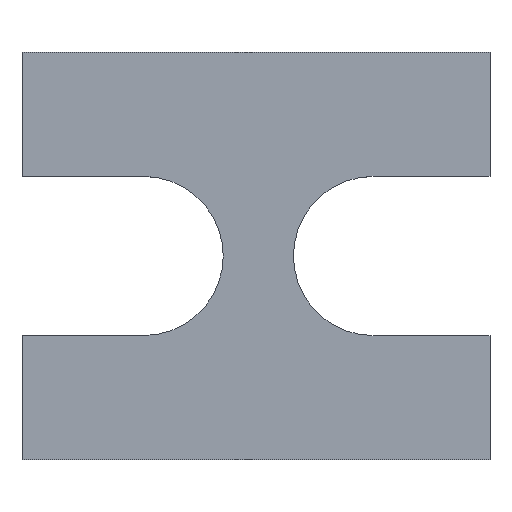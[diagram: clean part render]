
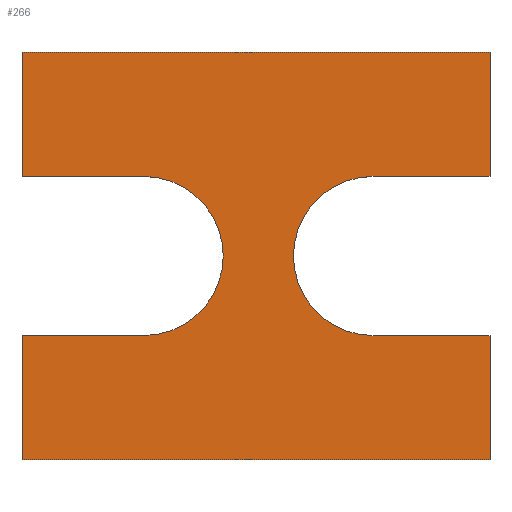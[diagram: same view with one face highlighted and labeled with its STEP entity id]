
A CAD part, top view. The second image highlights one B-rep face of the part: STEP entity #266.
In plain terms, the highlighted planar face has unit normal (0, 0, 1).
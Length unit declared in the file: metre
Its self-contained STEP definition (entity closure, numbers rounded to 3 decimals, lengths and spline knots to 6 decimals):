
#13=CIRCLE('',#287,0.004318);
#15=CIRCLE('',#295,0.004318);
#66=ORIENTED_EDGE('',*,*,#92,.F.);
#67=ORIENTED_EDGE('',*,*,#96,.F.);
#68=ORIENTED_EDGE('',*,*,#99,.T.);
#69=ORIENTED_EDGE('',*,*,#102,.F.);
#70=ORIENTED_EDGE('',*,*,#105,.F.);
#71=ORIENTED_EDGE('',*,*,#108,.T.);
#72=ORIENTED_EDGE('',*,*,#111,.T.);
#73=ORIENTED_EDGE('',*,*,#114,.T.);
#74=ORIENTED_EDGE('',*,*,#117,.F.);
#75=ORIENTED_EDGE('',*,*,#120,.F.);
#76=ORIENTED_EDGE('',*,*,#123,.F.);
#77=ORIENTED_EDGE('',*,*,#125,.T.);
#92=EDGE_CURVE('',#128,#129,#152,.T.);
#96=EDGE_CURVE('',#131,#128,#156,.T.);
#99=EDGE_CURVE('',#131,#133,#159,.T.);
#102=EDGE_CURVE('',#135,#133,#162,.T.);
#105=EDGE_CURVE('',#137,#135,#13,.T.);
#108=EDGE_CURVE('',#137,#139,#166,.T.);
#111=EDGE_CURVE('',#139,#141,#169,.T.);
#114=EDGE_CURVE('',#141,#143,#172,.T.);
#117=EDGE_CURVE('',#145,#143,#175,.T.);
#120=EDGE_CURVE('',#147,#145,#178,.T.);
#123=EDGE_CURVE('',#149,#147,#15,.T.);
#125=EDGE_CURVE('',#149,#129,#181,.T.);
#128=VERTEX_POINT('',#375);
#129=VERTEX_POINT('',#377);
#131=VERTEX_POINT('',#383);
#133=VERTEX_POINT('',#389);
#135=VERTEX_POINT('',#395);
#137=VERTEX_POINT('',#401);
#139=VERTEX_POINT('',#407);
#141=VERTEX_POINT('',#413);
#143=VERTEX_POINT('',#419);
#145=VERTEX_POINT('',#425);
#147=VERTEX_POINT('',#431);
#149=VERTEX_POINT('',#437);
#152=LINE('',#376,#184);
#156=LINE('',#384,#188);
#159=LINE('',#390,#191);
#162=LINE('',#396,#194);
#166=LINE('',#408,#198);
#169=LINE('',#414,#201);
#172=LINE('',#420,#204);
#175=LINE('',#426,#207);
#178=LINE('',#432,#210);
#181=LINE('',#441,#213);
#184=VECTOR('',#305,1.);
#188=VECTOR('',#311,1.);
#191=VECTOR('',#316,1.);
#194=VECTOR('',#321,1.);
#198=VECTOR('',#333,1.);
#201=VECTOR('',#338,1.);
#204=VECTOR('',#343,1.);
#207=VECTOR('',#348,1.);
#210=VECTOR('',#353,1.);
#213=VECTOR('',#364,1.);
#226=EDGE_LOOP('',(#66,#67,#68,#69,#70,#71,#72,#73,#74,#75,#76,#77));
#240=FACE_BOUND('',#226,.T.);
#252=PLANE('',#297);
#266=ADVANCED_FACE('',(#240),#252,.T.);
#287=AXIS2_PLACEMENT_3D('',#402,#327,#328);
#295=AXIS2_PLACEMENT_3D('',#438,#359,#360);
#297=AXIS2_PLACEMENT_3D('',#442,#365,#366);
#305=DIRECTION('',(0.,1.,0.));
#311=DIRECTION('',(-1.,0.,0.));
#316=DIRECTION('',(0.,1.,0.));
#321=DIRECTION('',(1.,0.,0.));
#327=DIRECTION('',(0.,0.,1.));
#328=DIRECTION('',(1.,0.,0.));
#333=DIRECTION('',(1.,0.,0.));
#338=DIRECTION('',(0.,1.,0.));
#343=DIRECTION('',(-1.,0.,0.));
#348=DIRECTION('',(0.,1.,0.));
#353=DIRECTION('',(-1.,0.,0.));
#359=DIRECTION('',(0.,0.,1.));
#360=DIRECTION('',(1.,0.,0.));
#364=DIRECTION('',(-1.,0.,0.));
#365=DIRECTION('',(0.,0.,1.));
#366=DIRECTION('',(1.,0.,0.));
#375=CARTESIAN_POINT('',(-0.050831,0.008178,0.0005));
#376=CARTESIAN_POINT('',(-0.050831,0.011543,0.0005));
#377=CARTESIAN_POINT('',(-0.050831,0.014909,0.0005));
#383=CARTESIAN_POINT('',(-0.025431,0.008178,0.0005));
#384=CARTESIAN_POINT('',(-0.038131,0.008178,0.0005));
#389=CARTESIAN_POINT('',(-0.025431,0.014909,0.0005));
#390=CARTESIAN_POINT('',(-0.025431,0.011543,0.0005));
#395=CARTESIAN_POINT('',(-0.031781,0.014909,0.0005));
#396=CARTESIAN_POINT('',(-0.028606,0.014909,0.0005));
#401=CARTESIAN_POINT('',(-0.031781,0.023545,0.0005));
#402=CARTESIAN_POINT('',(-0.031781,0.019227,0.0005));
#407=CARTESIAN_POINT('',(-0.025431,0.023545,0.0005));
#408=CARTESIAN_POINT('',(-0.028606,0.023545,0.0005));
#413=CARTESIAN_POINT('',(-0.025431,0.030276,0.0005));
#414=CARTESIAN_POINT('',(-0.025431,0.02691,0.0005));
#419=CARTESIAN_POINT('',(-0.050831,0.030276,0.0005));
#420=CARTESIAN_POINT('',(-0.038131,0.030276,0.0005));
#425=CARTESIAN_POINT('',(-0.050831,0.023545,0.0005));
#426=CARTESIAN_POINT('',(-0.050831,0.02691,0.0005));
#431=CARTESIAN_POINT('',(-0.044227,0.023545,0.0005));
#432=CARTESIAN_POINT('',(-0.047529,0.023545,0.0005));
#437=CARTESIAN_POINT('',(-0.044227,0.014909,0.0005));
#438=CARTESIAN_POINT('',(-0.044227,0.019227,0.0005));
#441=CARTESIAN_POINT('',(-0.047529,0.014909,0.0005));
#442=CARTESIAN_POINT('',(-0.038131,0.019227,0.0005));
